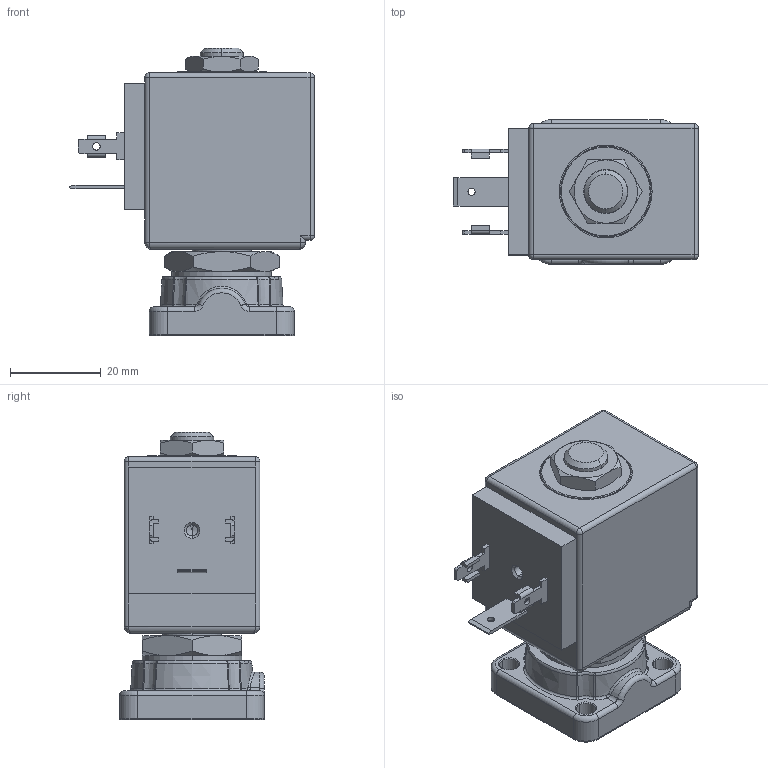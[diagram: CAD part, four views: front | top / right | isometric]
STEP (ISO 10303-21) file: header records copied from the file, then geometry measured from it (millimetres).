
FILE_DESCRIPTION((''),'2;1');
FILE_NAME('21A1KR10_BDA_INGOMBRO_ASM','2009-07-07T',('romeri'),('O.D.E.'),'PRO/ENGINEER BY PARAMETRIC TECHNOLOGY CORPORATION, 2005450','PRO/ENGINEER BY PARAMETRIC TECHNOLOGY CORPORATION, 2005450','');
FILE_SCHEMA(('CONFIG_CONTROL_DESIGN'));
Length unit declared in the file: millimetre
Products named in the file (6): 4500A1_INGOMBRO; 450606_INGOMBRO; BOBINA_8_W_INGOMBRO; 450145; 450146; 21A1KR10_BDA_INGOMBRO_ASM
Assembly tree (5 placements, depth 2):
  21A1KR10_BDA_INGOMBRO_ASM
    4500A1_INGOMBRO
    450606_INGOMBRO
    BOBINA_8_W_INGOMBRO
    450145
    450146
Bounding box: 54.15 x 32 x 63.55 mm (x, y, z)
Volume: 50560 mm3; surface area: 22494.5 mm2
Topology: 5 solids, 10 shells, 474 faces, 1104 edges, 673 vertices
Faces by surface type: plane 194, cylinder 117, cone 77, torus 36, bspline 26, extrusion 18, sphere 6
Entity records: 18900 total; most frequent: CARTESIAN_POINT 3901, DIRECTION 2206, ORIENTED_EDGE 2204, EDGE_CURVE 1102, PRESENTATION_STYLE_ASSIGNMENT 831, AXIS2_PLACEMENT_3D 815, STYLED_ITEM 765, VERTEX_POINT 673
